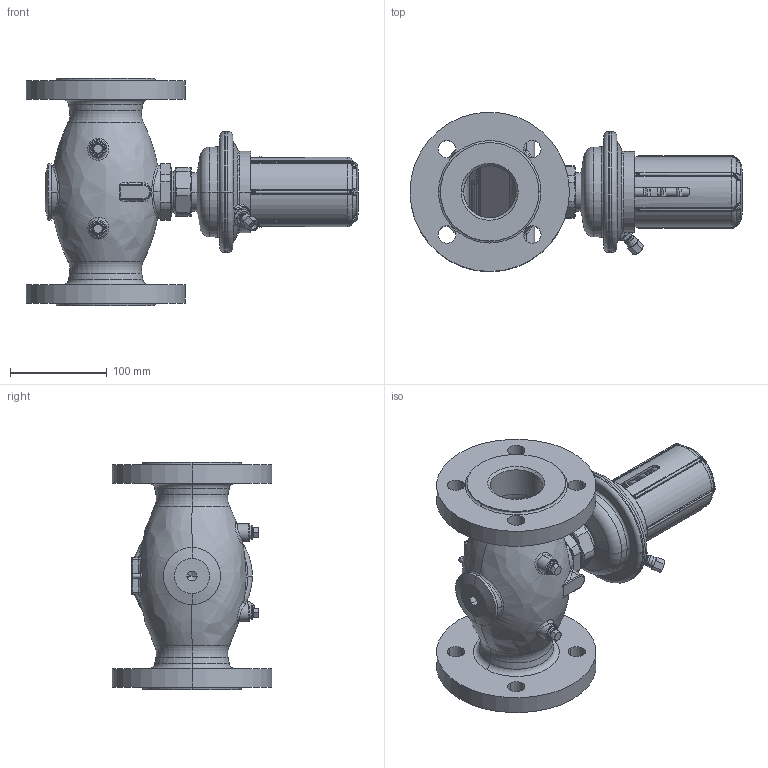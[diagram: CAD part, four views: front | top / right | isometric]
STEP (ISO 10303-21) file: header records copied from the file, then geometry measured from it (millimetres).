
FILE_DESCRIPTION((''),'2;1');
FILE_NAME('003H6350','2015-02-20T',('u317927'),('Danfoss'),'PRO/ENGINEER BY PARAMETRIC TECHNOLOGY CORPORATION, 2014000','PRO/ENGINEER BY PARAMETRIC TECHNOLOGY CORPORATION, 2014000','');
FILE_SCHEMA(('CONFIG_CONTROL_DESIGN'));
Products named in the file (1): 003H6350
Bounding box: 343.7 x 165 x 236 mm (x, y, z)
Volume: 1691732.6 mm3; surface area: 447975 mm2
Topology: 4 solids, 6 shells, 1399 faces, 3204 edges, 1891 vertices
Faces by surface type: cylinder 367, plane 323, bspline 263, torus 217, cone 215, sphere 14
Entity records: 60055 total; most frequent: CARTESIAN_POINT 29950, ORIENTED_EDGE 6392, DIRECTION 6214, EDGE_CURVE 3196, AXIS2_PLACEMENT_3D 2678, VERTEX_POINT 1891, EDGE_LOOP 1541, CIRCLE 1541
